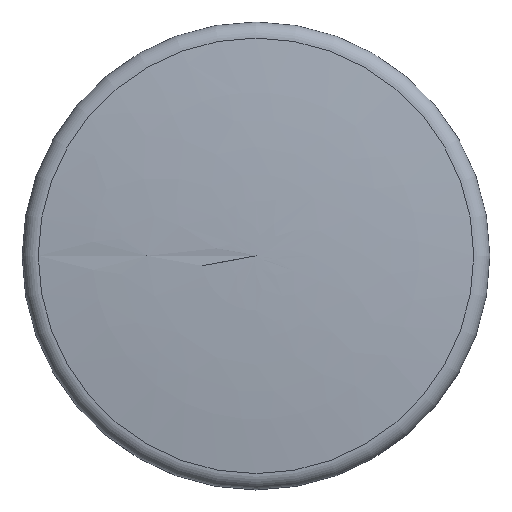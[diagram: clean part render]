
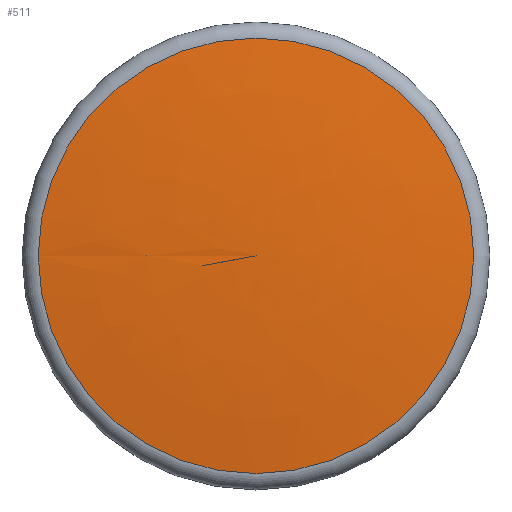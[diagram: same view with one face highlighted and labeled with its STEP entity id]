
A CAD part, top view. The second image highlights one B-rep face of the part: STEP entity #511.
In plain terms, the highlighted free-form (B-spline) face has degree [2, 2] with [3, 9] control points.
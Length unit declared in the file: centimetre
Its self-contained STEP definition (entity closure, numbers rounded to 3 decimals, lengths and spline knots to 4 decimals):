
#14=(
BOUNDED_SURFACE()
B_SPLINE_SURFACE(2,2,((#865,#866,#867,#868,#869,#870,#871,#872,#873),(#874,
#875,#876,#877,#878,#879,#880,#881,#882),(#883,#884,#885,#886,#887,#888,
#889,#890,#891)),.UNSPECIFIED.,.F.,.T.,.F.)
B_SPLINE_SURFACE_WITH_KNOTS((3,3),(3,2,2,2,3),(1.4525,1.5707),
(-3.1416,-1.5708,0.,1.5708,3.1416),
 .UNSPECIFIED.)
GEOMETRIC_REPRESENTATION_ITEM()
RATIONAL_B_SPLINE_SURFACE(((1.,0.707,1.,0.707,1.,
0.707,1.,0.707,1.),(0.998,0.706,
0.998,0.706,0.998,0.706,
0.998,0.706,0.998),(1.,0.707,
1.,0.707,1.,0.707,1.,0.707,1.)))
REPRESENTATION_ITEM('')
SURFACE()
);
#27=(
BOUNDED_CURVE()
B_SPLINE_CURVE(2,(#893,#894,#895),.UNSPECIFIED.,.F.,.F.)
B_SPLINE_CURVE_WITH_KNOTS((3,3),(-1.5707,-1.4525),
 .UNSPECIFIED.)
CURVE()
GEOMETRIC_REPRESENTATION_ITEM()
RATIONAL_B_SPLINE_CURVE((1.,0.998,1.))
REPRESENTATION_ITEM('')
);
#72=CIRCLE('',#564,1.35);
#73=CIRCLE('',#565,1.35);
#104=FACE_OUTER_BOUND('',#146,.T.);
#146=EDGE_LOOP('',(#461,#462,#463,#464));
#264=VERTEX_POINT('',#861);
#265=VERTEX_POINT('',#862);
#266=VERTEX_POINT('',#892);
#330=EDGE_CURVE('',#264,#265,#72,.T.);
#331=EDGE_CURVE('',#265,#264,#73,.T.);
#332=EDGE_CURVE('',#266,#265,#27,.T.);
#461=ORIENTED_EDGE('',*,*,#332,.T.);
#462=ORIENTED_EDGE('',*,*,#331,.T.);
#463=ORIENTED_EDGE('',*,*,#330,.T.);
#464=ORIENTED_EDGE('',*,*,#332,.F.);
#511=ADVANCED_FACE('',(#104),#14,.F.);
#564=AXIS2_PLACEMENT_3D('',#863,#702,#703);
#565=AXIS2_PLACEMENT_3D('',#864,#704,#705);
#702=DIRECTION('center_axis',(0.,0.,1.));
#703=DIRECTION('ref_axis',(1.,0.,0.));
#704=DIRECTION('center_axis',(0.,0.,1.));
#705=DIRECTION('ref_axis',(1.,0.,0.));
#861=CARTESIAN_POINT('',(0.,1.35,0.17));
#862=CARTESIAN_POINT('',(-1.35,0.,0.17));
#863=CARTESIAN_POINT('Origin',(0.,0.,0.17));
#864=CARTESIAN_POINT('Origin',(0.,0.,0.17));
#865=CARTESIAN_POINT('Ctrl Pts',(-1.35,0.,0.17));
#866=CARTESIAN_POINT('Ctrl Pts',(-1.35,-1.35,0.17));
#867=CARTESIAN_POINT('Ctrl Pts',(0.,-1.35,0.17));
#868=CARTESIAN_POINT('Ctrl Pts',(1.35,-1.35,0.17));
#869=CARTESIAN_POINT('Ctrl Pts',(1.35,0.,0.17));
#870=CARTESIAN_POINT('Ctrl Pts',(1.35,1.35,0.17));
#871=CARTESIAN_POINT('Ctrl Pts',(0.,1.35,0.17));
#872=CARTESIAN_POINT('Ctrl Pts',(-1.35,1.35,0.17));
#873=CARTESIAN_POINT('Ctrl Pts',(-1.35,0.,0.17));
#874=CARTESIAN_POINT('Ctrl Pts',(-0.6774,0.,0.2499));
#875=CARTESIAN_POINT('Ctrl Pts',(-0.6774,-0.6774,
0.2499));
#876=CARTESIAN_POINT('Ctrl Pts',(0.,-0.6774,
0.2499));
#877=CARTESIAN_POINT('Ctrl Pts',(0.6774,-0.6774,0.2499));
#878=CARTESIAN_POINT('Ctrl Pts',(0.6774,0.,0.2499));
#879=CARTESIAN_POINT('Ctrl Pts',(0.6774,0.6774,0.2499));
#880=CARTESIAN_POINT('Ctrl Pts',(0.,0.6774,
0.2499));
#881=CARTESIAN_POINT('Ctrl Pts',(-0.6774,0.6774,0.2499));
#882=CARTESIAN_POINT('Ctrl Pts',(-0.6774,0.,0.2499));
#883=CARTESIAN_POINT('Ctrl Pts',(0.,0.,0.25));
#884=CARTESIAN_POINT('Ctrl Pts',(0.,0.,
0.25));
#885=CARTESIAN_POINT('Ctrl Pts',(0.,0.,
0.25));
#886=CARTESIAN_POINT('Ctrl Pts',(0.,0.,
0.25));
#887=CARTESIAN_POINT('Ctrl Pts',(0.,0.,0.25));
#888=CARTESIAN_POINT('Ctrl Pts',(0.,0.,
0.25));
#889=CARTESIAN_POINT('Ctrl Pts',(0.,0.,
0.25));
#890=CARTESIAN_POINT('Ctrl Pts',(0.,0.,
0.25));
#891=CARTESIAN_POINT('Ctrl Pts',(0.,0.,0.25));
#892=CARTESIAN_POINT('',(0.,0.,0.25));
#893=CARTESIAN_POINT('Ctrl Pts',(0.,0.,0.25));
#894=CARTESIAN_POINT('Ctrl Pts',(-0.6774,0.,0.2499));
#895=CARTESIAN_POINT('Ctrl Pts',(-1.35,0.,0.17));
